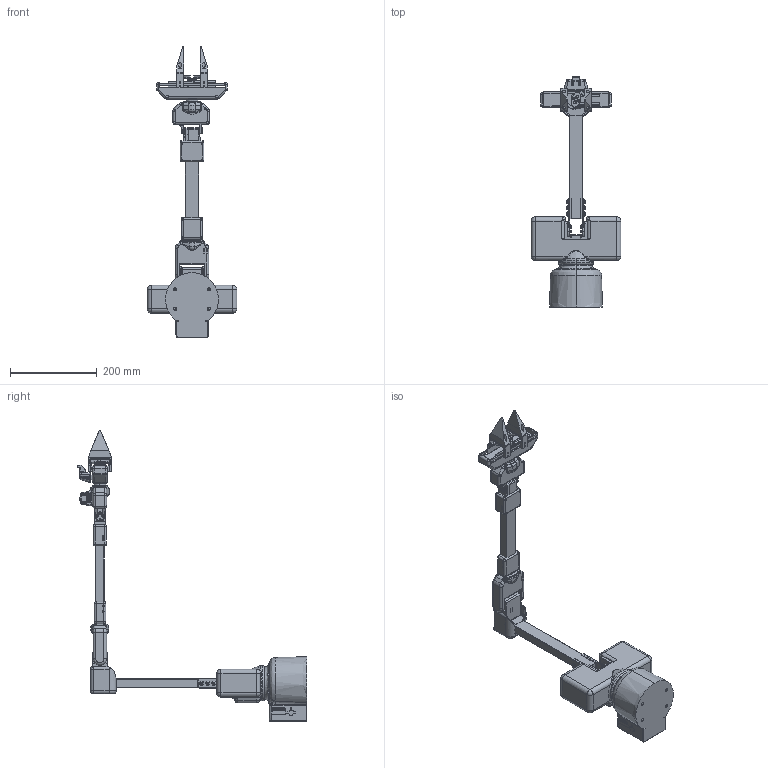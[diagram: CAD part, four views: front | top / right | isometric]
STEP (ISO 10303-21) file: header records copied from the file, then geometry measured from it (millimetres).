
FILE_DESCRIPTION (( 'STEP AP214' ), '1' );
FILE_NAME ('WF-myarm M750俋夤芞.STEP', '2024-10-16T08:44:35', ( 'Windows User' ), ( 'P R C' ), 'SwSTEP 2.0', 'SolidWorks 2018', '' );
FILE_SCHEMA (( 'AUTOMOTIVE_DESIGN' ));
Length unit declared in the file: millimetre
Products named in the file (1): WF-myarm M750俋夤芞
Bounding box: 207.01 x 529.35 x 670.02 mm (x, y, z)
Volume: 3701530 mm3; surface area: 374966.5 mm2
Topology: 12 solids, 31 shells, 4971 faces, 12589 edges, 7786 vertices
Faces by surface type: plane 2475, cylinder 1140, bspline 775, cone 324, torus 183, sphere 74
Entity records: 239281 total; most frequent: CARTESIAN_POINT 72604, ORIENTED_EDGE 24902, DIRECTION 21786, EDGE_CURVE 12451, VERTEX_POINT 7786, AXIS2_PLACEMENT_3D 7373, LINE 7040, VECTOR 7040
